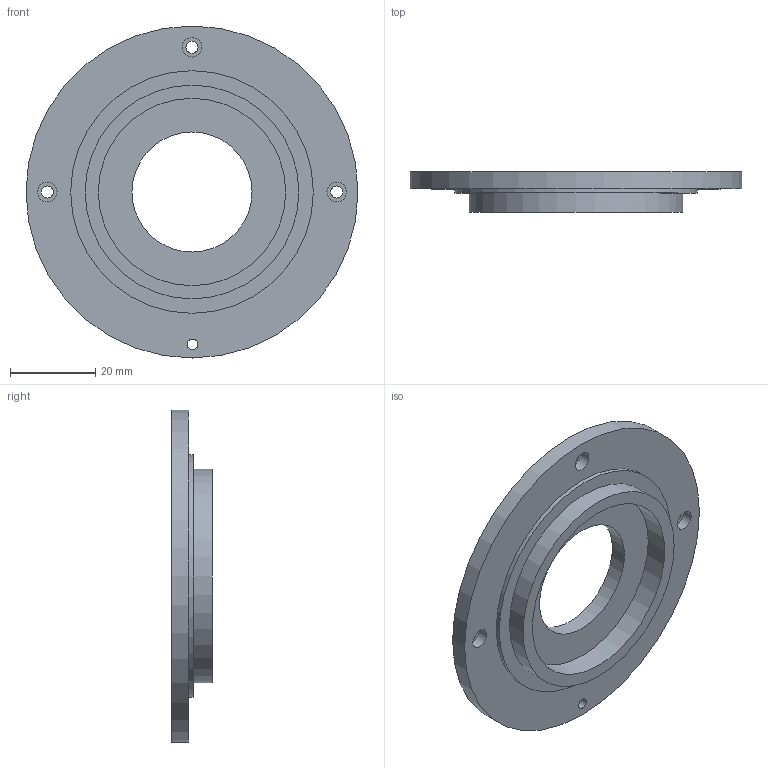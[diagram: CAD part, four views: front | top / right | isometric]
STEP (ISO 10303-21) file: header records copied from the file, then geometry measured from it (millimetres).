
FILE_DESCRIPTION(/* description */ (''),/* implementation_level */ '2;1');
FILE_NAME(/* name */ 'ELBOW FACE PLATE V2.step',/* time_stamp */ '2024-08-10T18:07:11-04:00',/* author */ (''),/* organization */ (''),/* preprocessor_version */ 'ST-DEVELOPER v20',/* originating_system */ 'Autodesk Translation Framework v13.14.0.145',/* authorisation */ '');
FILE_SCHEMA (('AUTOMOTIVE_DESIGN { 1 0 10303 214 3 1 1 }'));
Length unit declared in the file: millimetre
Products named in the file (2): SHOULDER V2; ELBOW
Assembly tree (1 placements, depth 2):
  SHOULDER V2
    ELBOW
Bounding box: 78 x 9.5 x 78 mm (x, y, z)
Volume: 19537.6 mm3; surface area: 11423.2 mm2
Topology: 1 solids, 1 shells, 22 faces, 44 edges, 30 vertices
Faces by surface type: cylinder 14, plane 8
Full cylindrical faces by diameter (mm): 2.5 x1, 2.85 x2, 4.6 x3, 28.2 x1, 44 x1, 50.2 x1, 57 x1, 78 x1
Entity records: 677 total; most frequent: DIRECTION 124, CARTESIAN_POINT 99, ORIENTED_EDGE 88, AXIS2_PLACEMENT_3D 55, EDGE_CURVE 44, EDGE_LOOP 38, CIRCLE 30, VERTEX_POINT 30
